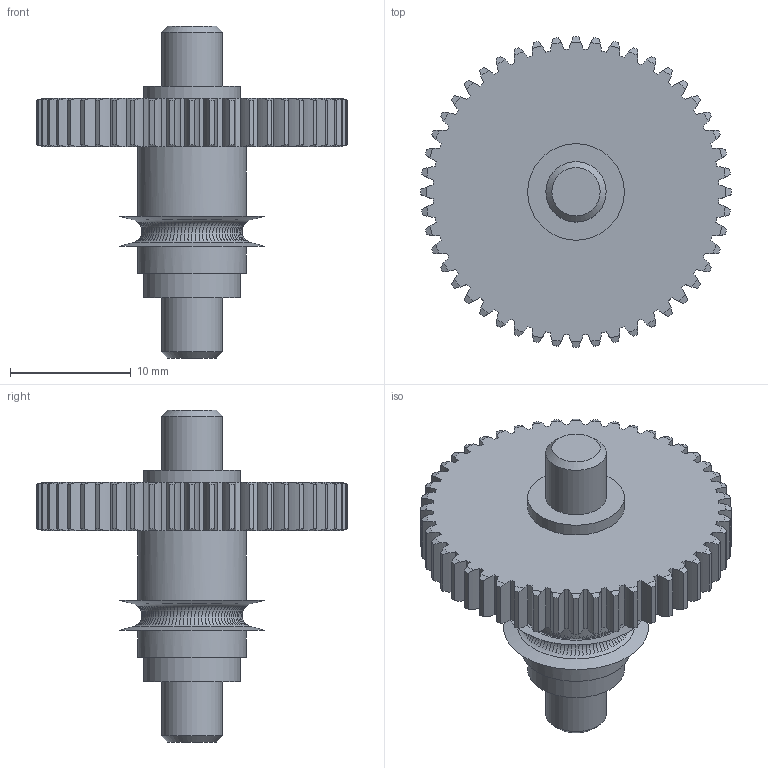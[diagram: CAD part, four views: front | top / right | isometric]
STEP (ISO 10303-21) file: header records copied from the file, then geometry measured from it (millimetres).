
FILE_DESCRIPTION(/* description */ (''),/* implementation_level */ '2;1');
FILE_NAME(/* name */ 'filament-spur.stp',/* time_stamp */ '2020-06-05T13:55:11+02:00',/* author */ ('Robert TurinskY'),/* organization */ (''),/* preprocessor_version */ 'ST-DEVELOPER v18.1',/* originating_system */ '',/* authorisation */ '');
FILE_SCHEMA (('AUTOMOTIVE_DESIGN { 1 0 10303 214 3 1 1 }'));
Length unit declared in the file: millimetre
Products named in the file (1): Čelní ozubené kolo1
Bounding box: 25.72 x 25.72 x 27.5 mm (x, y, z)
Volume: 2918.1 mm3; surface area: 2251.8 mm2
Topology: 1 solids, 2 shells, 567 faces, 1692 edges, 1132 vertices
Faces by surface type: cylinder 198, bspline 174, cone 100, torus 88, plane 7
Full cylindrical faces by diameter (mm): 5 x2, 8 x2, 9 x2
Entity records: 29147 total; most frequent: CARTESIAN_POINT 15538, ORIENTED_EDGE 3380, DIRECTION 2190, EDGE_CURVE 1692, VERTEX_POINT 1132, AXIS2_PLACEMENT_3D 994, B_SPLINE_CURVE_WITH_KNOTS 890, CIRCLE 600
